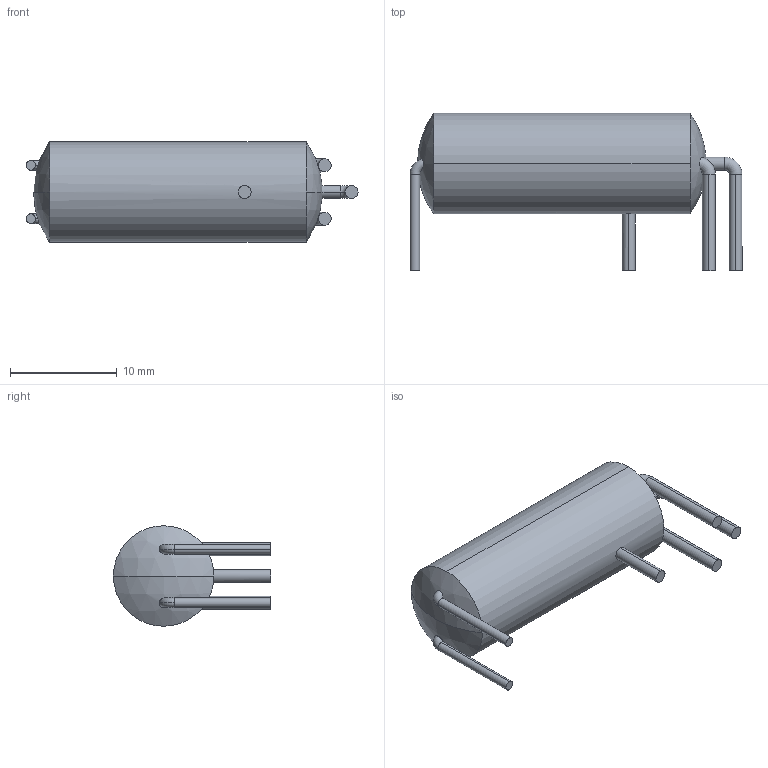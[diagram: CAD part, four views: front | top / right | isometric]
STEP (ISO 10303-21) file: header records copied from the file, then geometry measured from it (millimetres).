
FILE_DESCRIPTION (( 'STEP AP214' ), '1' );
FILE_NAME ('ﾐﾝﾑ55ﾀ.STEP', '2020-06-22T06:02:56', ( '' ), ( '' ), 'SwSTEP 2.0', 'SolidWorks 2018', '' );
FILE_SCHEMA (( 'AUTOMOTIVE_DESIGN' ));
Length unit declared in the file: millimetre
Products named in the file (1): ﾐﾝﾑ55ﾀ
Bounding box: 31.05 x 14.7 x 9.4 mm (x, y, z)
Volume: 1829.2 mm3; surface area: 1062.6 mm2
Topology: 1 solids, 1 shells, 36 faces, 82 edges, 53 vertices
Faces by surface type: cylinder 16, torus 10, plane 6, sphere 4
Entity records: 1240 total; most frequent: CARTESIAN_POINT 290, DIRECTION 202, ORIENTED_EDGE 164, AXIS2_PLACEMENT_3D 93, EDGE_CURVE 82, CIRCLE 56, VERTEX_POINT 53, EDGE_LOOP 41
